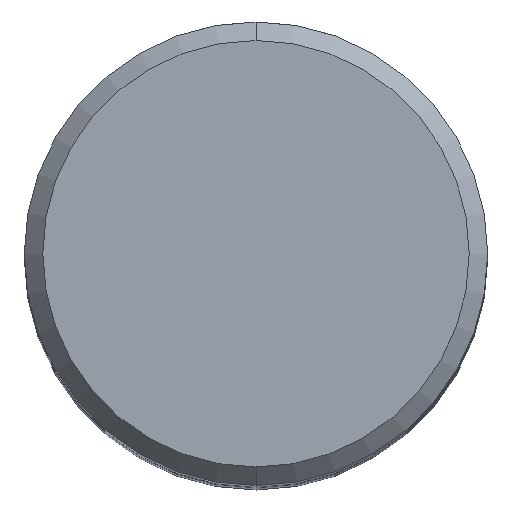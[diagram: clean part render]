
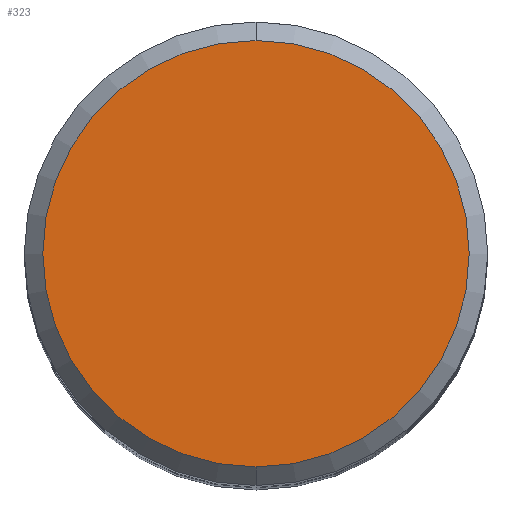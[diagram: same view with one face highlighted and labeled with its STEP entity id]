
A CAD part, top view. The second image highlights one B-rep face of the part: STEP entity #323.
In plain terms, the highlighted planar face has unit normal (0, 0, 1).
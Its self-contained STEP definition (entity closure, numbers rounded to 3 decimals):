
#247=VERTEX_POINT('',#554);
#271=EDGE_CURVE('',#431,#247,#578,.T.);
#323=ADVANCED_FACE('',(#634),#635,.T.);
#371=EDGE_CURVE('',#247,#431,#684,.T.);
#431=VERTEX_POINT('',#756);
#554=CARTESIAN_POINT('',(0.0,11.5,0.0));
#578=CIRCLE('',#1063,11.5);
#634=FACE_OUTER_BOUND('',#1240,.T.);
#635=PLANE('',#1241);
#684=CIRCLE('',#1421,11.5);
#756=CARTESIAN_POINT('',(0.,-11.5,0.0));
#1063=AXIS2_PLACEMENT_3D('',#1675,#1676,#1677);
#1240=EDGE_LOOP('',(#1745,#1746));
#1241=AXIS2_PLACEMENT_3D('',#1747,#1748,#1749);
#1421=AXIS2_PLACEMENT_3D('',#1772,#1773,#1774);
#1675=CARTESIAN_POINT('',(0.0,0.0,0.0));
#1676=DIRECTION('',(0.0,0.0,-1.0));
#1677=DIRECTION('',(0.0,1.0,0.0));
#1745=ORIENTED_EDGE('',*,*,#371,.F.);
#1746=ORIENTED_EDGE('',*,*,#271,.F.);
#1747=CARTESIAN_POINT('',(0.0,5.75,0.0));
#1748=DIRECTION('',(-0.0,0.0,1.0));
#1749=DIRECTION('',(0.0,-1.0,0.0));
#1772=CARTESIAN_POINT('',(0.0,0.0,0.0));
#1773=DIRECTION('',(0.0,0.0,-1.0));
#1774=DIRECTION('',(0.0,1.0,0.0));
